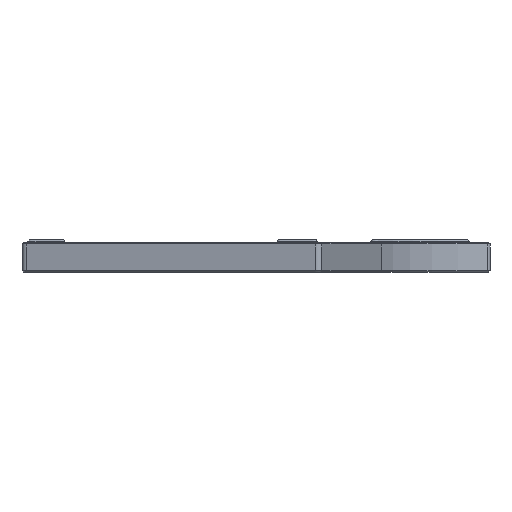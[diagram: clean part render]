
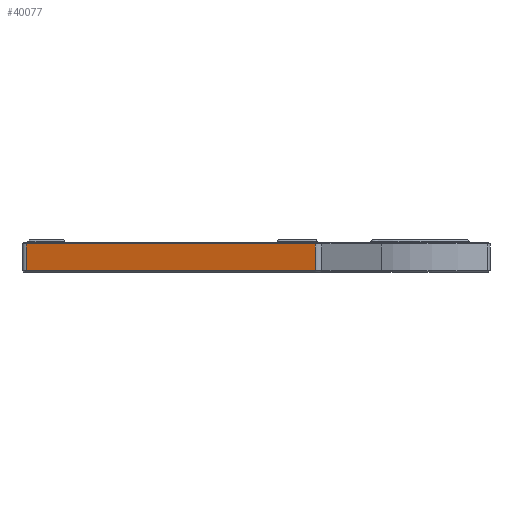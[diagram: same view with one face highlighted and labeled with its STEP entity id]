
A CAD part, left-side view. The second image highlights one B-rep face of the part: STEP entity #40077.
In plain terms, the highlighted planar face has unit normal (-0.966, 0.259, 0).
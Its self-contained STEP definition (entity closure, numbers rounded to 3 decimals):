
#1821=PLANE('',#42633);
#3959=FACE_OUTER_BOUND('',#6583,.T.);
#6583=EDGE_LOOP('',(#34901,#34902,#34903,#34904));
#12082=LINE('',#63909,#17213);
#12083=LINE('',#63912,#17214);
#12084=LINE('',#63914,#17215);
#12085=LINE('',#63915,#17216);
#17213=VECTOR('',#51627,2.);
#17214=VECTOR('',#51630,10.);
#17215=VECTOR('',#51631,10.);
#17216=VECTOR('',#51632,10.);
#21637=VERTEX_POINT('',#63905);
#21638=VERTEX_POINT('',#63907);
#21639=VERTEX_POINT('',#63911);
#21640=VERTEX_POINT('',#63913);
#26717=EDGE_CURVE('',#21638,#21637,#12082,.T.);
#26718=EDGE_CURVE('',#21639,#21638,#12083,.T.);
#26719=EDGE_CURVE('',#21640,#21639,#12084,.T.);
#26720=EDGE_CURVE('',#21637,#21640,#12085,.T.);
#34901=ORIENTED_EDGE('',*,*,#26718,.F.);
#34902=ORIENTED_EDGE('',*,*,#26719,.F.);
#34903=ORIENTED_EDGE('',*,*,#26720,.F.);
#34904=ORIENTED_EDGE('',*,*,#26717,.F.);
#40077=ADVANCED_FACE('',(#3959),#1821,.F.);
#42633=AXIS2_PLACEMENT_3D('',#63910,#51628,#51629);
#51627=DIRECTION('',(0.,0.,1.));
#51628=DIRECTION('center_axis',(0.966,-0.259,0.));
#51629=DIRECTION('ref_axis',(0.259,0.966,0.));
#51630=DIRECTION('',(0.259,0.966,0.));
#51631=DIRECTION('',(0.,0.,-1.));
#51632=DIRECTION('',(-0.259,-0.966,0.));
#63905=CARTESIAN_POINT('',(-146.021,87.461,3.08));
#63907=CARTESIAN_POINT('',(-146.021,87.461,-6.7));
#63909=CARTESIAN_POINT('',(-146.021,87.461,-7.2));
#63910=CARTESIAN_POINT('Origin',(-174.687,-19.535,-7.2));
#63911=CARTESIAN_POINT('',(-174.17,-17.602,-6.7));
#63912=CARTESIAN_POINT('',(-165.906,13.242,-6.7));
#63913=CARTESIAN_POINT('',(-174.17,-17.602,3.08));
#63914=CARTESIAN_POINT('',(-174.17,-17.602,-7.2));
#63915=CARTESIAN_POINT('',(-165.906,13.242,3.08));
